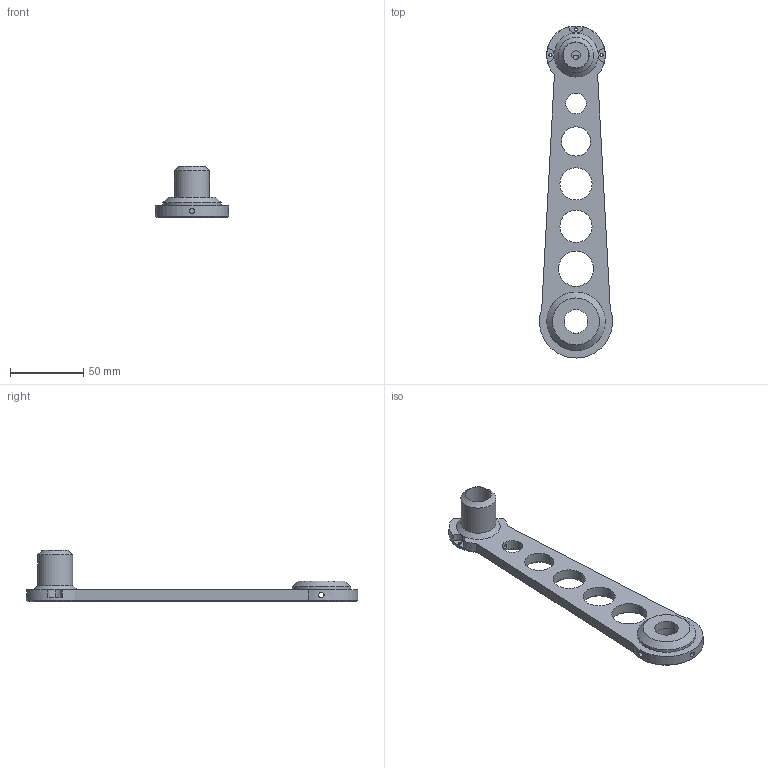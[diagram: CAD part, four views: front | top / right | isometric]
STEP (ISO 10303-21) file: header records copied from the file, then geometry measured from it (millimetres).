
FILE_DESCRIPTION(('FreeCAD Model'),'2;1');
FILE_NAME('OuterStrut.step','2015-10-29T19:49:50',('Author'),(''), 'Open CASCADE STEP processor 6.8','FreeCAD','Unknown');
FILE_SCHEMA(('AUTOMOTIVE_DESIGN_CC2 { 1 2 10303 214 -1 1 5 4 }'));
Length unit declared in the file: millimetre
Products named in the file (1): Chamfer001
Bounding box: 50 x 226.93 x 35 mm (x, y, z)
Volume: 63187.8 mm3; surface area: 24963 mm2
Topology: 1 solids, 1 shells, 51 faces, 133 edges, 85 vertices
Faces by surface type: cylinder 24, plane 16, cone 11
Full cylindrical faces by diameter (mm): 2.2 x3, 3.2 x1, 3.6 x3, 6 x1, 14 x1, 16.2 x2, 17.6 x1, 20 x1, 22 x2, 24 x2, 40 x1
Entity records: 7124 total; most frequent: CARTESIAN_POINT 4594, DIRECTION 429, ORIENTED_EDGE 266, PCURVE 266, DEFINITIONAL_REPRESENTATION 266, LINE 184, VECTOR 184, EDGE_CURVE 133
